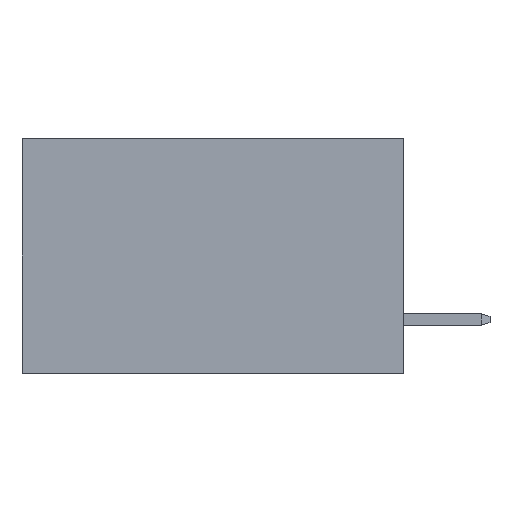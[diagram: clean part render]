
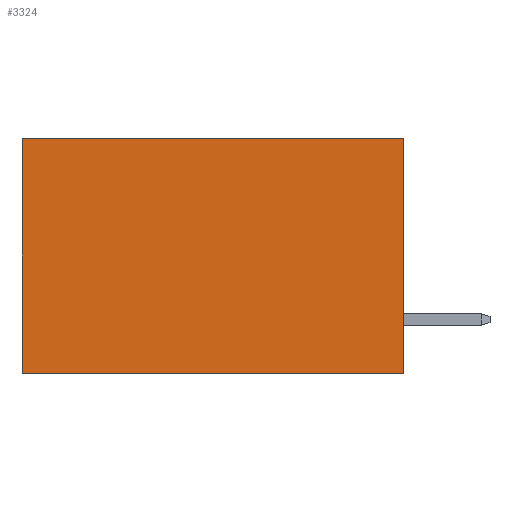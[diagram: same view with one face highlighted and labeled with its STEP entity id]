
A CAD part, left-side view. The second image highlights one B-rep face of the part: STEP entity #3324.
In plain terms, the highlighted planar face has unit normal (-1, 0, 0).
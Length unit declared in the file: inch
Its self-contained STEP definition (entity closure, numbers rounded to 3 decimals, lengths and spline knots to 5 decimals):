
#652 = EDGE_CURVE ( 'NONE', #5886, #8275, #7315, .T. ) ;
#659 = ORIENTED_EDGE ( 'NONE', *, *, #2074, .T. ) ;
#1088 = VECTOR ( 'NONE', #9132, 39.37008 ) ;
#1113 = CARTESIAN_POINT ( 'NONE',  ( 0.2875, 0., -0.37 ) ) ;
#1297 = CARTESIAN_POINT ( 'NONE',  ( 0.2875, 0., 0. ) ) ;
#1997 = LINE ( 'NONE', #1297, #1088 ) ;
#2054 = CARTESIAN_POINT ( 'NONE',  ( 0.2875, 0., -0.37 ) ) ;
#2074 = EDGE_CURVE ( 'NONE', #5886, #7369, #1997, .T. ) ;
#3324 = ADVANCED_FACE ( 'NONE', ( #4192 ), #5488, .F. ) ;
#3398 = LINE ( 'NONE', #5617, #4745 ) ;
#3532 = VERTEX_POINT ( 'NONE', #3865 ) ;
#3589 = CARTESIAN_POINT ( 'NONE',  ( 0.2875, 0.6, 0. ) ) ;
#3865 = CARTESIAN_POINT ( 'NONE',  ( 0.2875, 0.6, -0.37 ) ) ;
#3909 = LINE ( 'NONE', #2054, #6179 ) ;
#4005 = DIRECTION ( 'NONE',  ( 0., 1., 0. ) ) ;
#4192 = FACE_OUTER_BOUND ( 'NONE', #7532, .T. ) ;
#4529 = CARTESIAN_POINT ( 'NONE',  ( 0.2875, 0., 0. ) ) ;
#4745 = VECTOR ( 'NONE', #6236, 39.37008 ) ;
#4877 = CARTESIAN_POINT ( 'NONE',  ( 0.2875, 0., 0. ) ) ;
#5262 = DIRECTION ( 'NONE',  ( 0., 0., -1. ) ) ;
#5488 = PLANE ( 'NONE',  #7944 ) ;
#5495 = EDGE_CURVE ( 'NONE', #8275, #3532, #3909, .T. ) ;
#5617 = CARTESIAN_POINT ( 'NONE',  ( 0.2875, 0.6, 0. ) ) ;
#5821 = ORIENTED_EDGE ( 'NONE', *, *, #5495, .F. ) ;
#5886 = VERTEX_POINT ( 'NONE', #6004 ) ;
#6004 = CARTESIAN_POINT ( 'NONE',  ( 0.2875, 0., 0. ) ) ;
#6088 = ORIENTED_EDGE ( 'NONE', *, *, #652, .F. ) ;
#6179 = VECTOR ( 'NONE', #4005, 39.37008 ) ;
#6236 = DIRECTION ( 'NONE',  ( 0., 0., -1. ) ) ;
#6447 = ORIENTED_EDGE ( 'NONE', *, *, #8502, .T. ) ;
#6941 = DIRECTION ( 'NONE',  ( 0., 0., -1. ) ) ;
#7066 = VECTOR ( 'NONE', #5262, 39.37008 ) ;
#7315 = LINE ( 'NONE', #4529, #7066 ) ;
#7369 = VERTEX_POINT ( 'NONE', #3589 ) ;
#7532 = EDGE_LOOP ( 'NONE', ( #6447, #5821, #6088, #659 ) ) ;
#7944 = AXIS2_PLACEMENT_3D ( 'NONE', #4877, #8443, #6941 ) ;
#8275 = VERTEX_POINT ( 'NONE', #1113 ) ;
#8443 = DIRECTION ( 'NONE',  ( 1., 0., 0. ) ) ;
#8502 = EDGE_CURVE ( 'NONE', #7369, #3532, #3398, .T. ) ;
#9132 = DIRECTION ( 'NONE',  ( 0., 1., 0. ) ) ;
